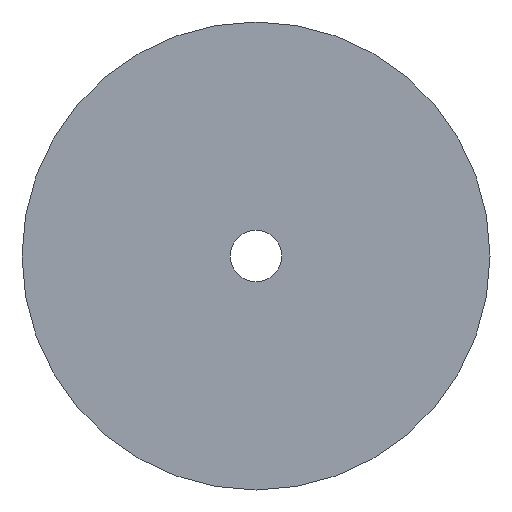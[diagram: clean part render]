
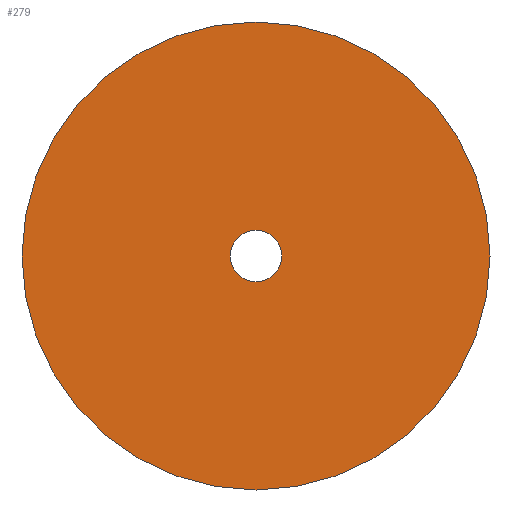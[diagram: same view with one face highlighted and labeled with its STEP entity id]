
A CAD part, front view. The second image highlights one B-rep face of the part: STEP entity #279.
In plain terms, the highlighted planar face has unit normal (0, -1, 0).
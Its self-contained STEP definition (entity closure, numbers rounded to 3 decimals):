
#6 = DIRECTION ( 'NONE',  ( 0., -1., 0. ) ) ;
#9 = EDGE_CURVE ( 'NONE', #193, #97, #64, .T. ) ;
#11 = VERTEX_POINT ( 'NONE', #270 ) ;
#12 = ORIENTED_EDGE ( 'NONE', *, *, #9, .T. ) ;
#29 = FACE_OUTER_BOUND ( 'NONE', #211, .T. ) ;
#38 = CIRCLE ( 'NONE', #324, 0.95 ) ;
#42 = EDGE_LOOP ( 'NONE', ( #73, #128 ) ) ;
#47 = EDGE_CURVE ( 'NONE', #97, #193, #363, .T. ) ;
#64 = CIRCLE ( 'NONE', #157, 8.63 ) ;
#67 = CARTESIAN_POINT ( 'NONE',  ( 0., -6., 0. ) ) ;
#71 = AXIS2_PLACEMENT_3D ( 'NONE', #259, #283, #150 ) ;
#73 = ORIENTED_EDGE ( 'NONE', *, *, #359, .F. ) ;
#77 = DIRECTION ( 'NONE',  ( 0., -1., 0. ) ) ;
#83 = CARTESIAN_POINT ( 'NONE',  ( 0., -6., -8.63 ) ) ;
#88 = DIRECTION ( 'NONE',  ( 0., 0., -1. ) ) ;
#95 = DIRECTION ( 'NONE',  ( 0., -1., 0. ) ) ;
#97 = VERTEX_POINT ( 'NONE', #345 ) ;
#109 = CARTESIAN_POINT ( 'NONE',  ( 0., -6., -0.95 ) ) ;
#113 = ORIENTED_EDGE ( 'NONE', *, *, #47, .T. ) ;
#128 = ORIENTED_EDGE ( 'NONE', *, *, #346, .F. ) ;
#150 = DIRECTION ( 'NONE',  ( 0., 0., -1. ) ) ;
#157 = AXIS2_PLACEMENT_3D ( 'NONE', #245, #77, #328 ) ;
#163 = DIRECTION ( 'NONE',  ( 0., 0., -1. ) ) ;
#186 = CIRCLE ( 'NONE', #71, 0.95 ) ;
#187 = VERTEX_POINT ( 'NONE', #109 ) ;
#191 = DIRECTION ( 'NONE',  ( 0., -1., 0. ) ) ;
#193 = VERTEX_POINT ( 'NONE', #83 ) ;
#211 = EDGE_LOOP ( 'NONE', ( #12, #113 ) ) ;
#245 = CARTESIAN_POINT ( 'NONE',  ( 0., -6., 0. ) ) ;
#248 = AXIS2_PLACEMENT_3D ( 'NONE', #358, #191, #163 ) ;
#259 = CARTESIAN_POINT ( 'NONE',  ( 0., -6., 0. ) ) ;
#270 = CARTESIAN_POINT ( 'NONE',  ( 0., -6., 0.95 ) ) ;
#272 = AXIS2_PLACEMENT_3D ( 'NONE', #343, #95, #287 ) ;
#279 = ADVANCED_FACE ( 'NONE', ( #29, #336 ), #315, .T. ) ;
#283 = DIRECTION ( 'NONE',  ( 0., -1., 0. ) ) ;
#287 = DIRECTION ( 'NONE',  ( 0., 0., -1. ) ) ;
#315 = PLANE ( 'NONE',  #272 ) ;
#324 = AXIS2_PLACEMENT_3D ( 'NONE', #67, #6, #88 ) ;
#328 = DIRECTION ( 'NONE',  ( 0., 0., -1. ) ) ;
#336 = FACE_BOUND ( 'NONE', #42, .T. ) ;
#343 = CARTESIAN_POINT ( 'NONE',  ( 0., -6., 0. ) ) ;
#345 = CARTESIAN_POINT ( 'NONE',  ( 0., -6., 8.63 ) ) ;
#346 = EDGE_CURVE ( 'NONE', #11, #187, #186, .T. ) ;
#358 = CARTESIAN_POINT ( 'NONE',  ( 0., -6., 0. ) ) ;
#359 = EDGE_CURVE ( 'NONE', #187, #11, #38, .T. ) ;
#363 = CIRCLE ( 'NONE', #248, 8.63 ) ;
